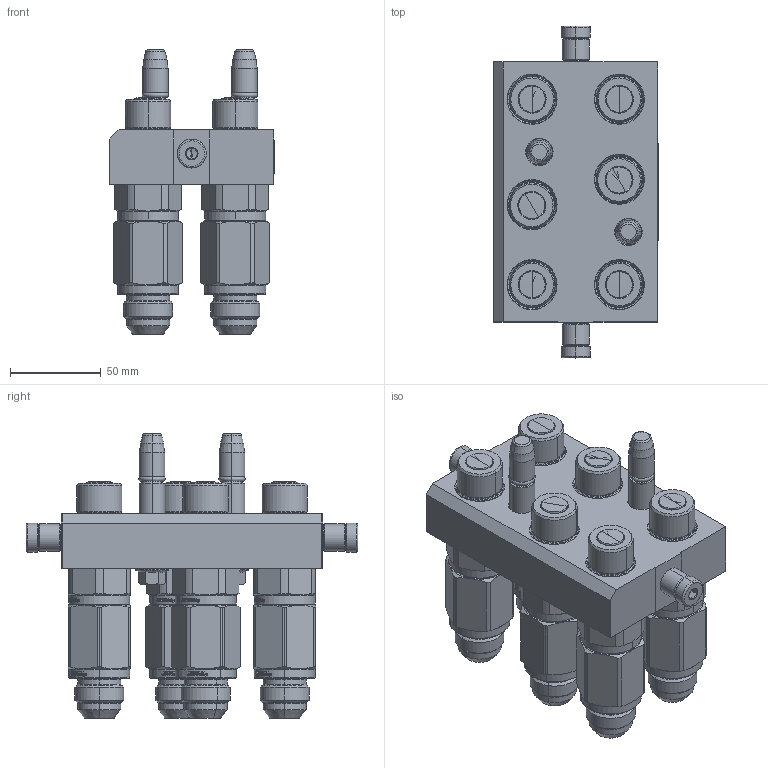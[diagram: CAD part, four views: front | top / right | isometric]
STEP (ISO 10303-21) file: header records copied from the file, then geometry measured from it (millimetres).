
FILE_DESCRIPTION (( 'STEP AP214' ), '1' );
FILE_NAME ('FASTER.step', '2022-08-14T23:53:27', ( '' ), ( '' ), 'SwSTEP 2.0', 'SolidWorks 2017', '' );
FILE_SCHEMA (( 'AUTOMOTIVE_DESIGN' ));
Length unit declared in the file: millimetre
Products named in the file (11): 4830_021_0000_000; or2_62x9_19_m; 4830_028_1000_011; 3ffnp1213_34sm; et002; P608_M_BASE; FASTER; 4830_013_3000_030; 4850_010_0000_010; 1540_080_0008_000
Assembly tree (20 placements, depth 3):
  FASTER
    P608_M_BASE
      4850_010_0000_010
      4830_021_0000_000  x2
      4830_013_3000_030  x2
      4830_028_1000_011  x2
      1540_080_0008_000  x2
      or2_62x9_19_m  x2
    3ffnp1213_34sm  x6
      3ffnp1213_34sm
    et002
Bounding box: 90.3 x 182.6 x 156.3 mm (x, y, z)
Volume: 2873.9 mm3; surface area: 183687.2 mm2
Topology: 5 solids, 70 shells, 2907 faces, 9053 edges, 6066 vertices
Faces by surface type: plane 1590, cylinder 533, cone 474, bspline 158, torus 152
Entity records: 56814 total; most frequent: CARTESIAN_POINT 14344, ORIENTED_EDGE 8169, DIRECTION 7543, EDGE_CURVE 4295, VECTOR 3141, LINE 3141, VERTEX_POINT 2837, AXIS2_PLACEMENT_3D 2201
